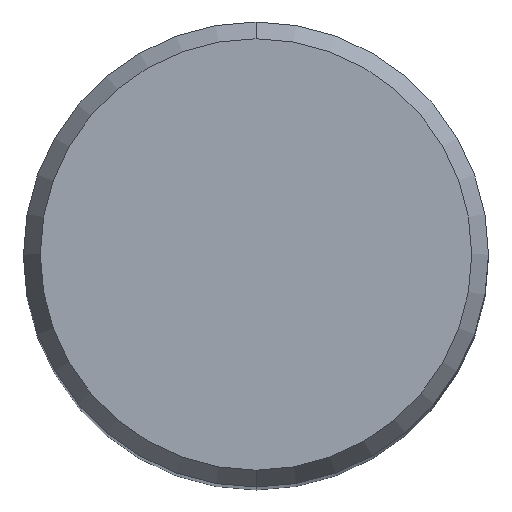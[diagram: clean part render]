
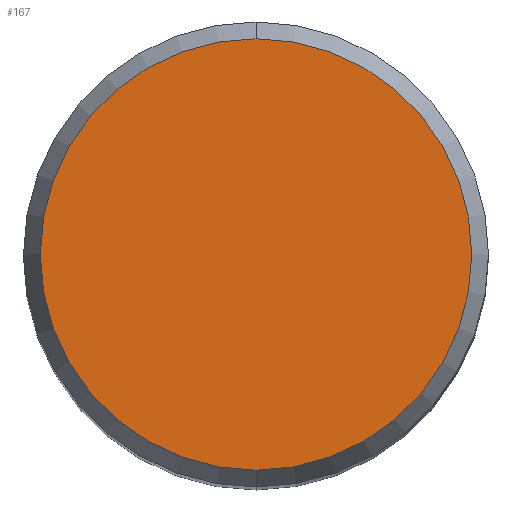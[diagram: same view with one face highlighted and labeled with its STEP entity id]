
A CAD part, top view. The second image highlights one B-rep face of the part: STEP entity #167.
In plain terms, the highlighted planar face has unit normal (0, 0, 1).
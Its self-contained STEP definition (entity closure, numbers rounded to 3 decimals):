
#121=VERTEX_POINT('',#252);
#167=ADVANCED_FACE('',(#306),#307,.T.);
#171=EDGE_CURVE('',#121,#179,#311,.T.);
#179=VERTEX_POINT('',#320);
#193=EDGE_CURVE('',#179,#121,#334,.T.);
#252=CARTESIAN_POINT('',(0.,-5.892,0.01));
#306=FACE_OUTER_BOUND('',#463,.T.);
#307=PLANE('',#464);
#311=CIRCLE('',#470,5.892);
#320=CARTESIAN_POINT('',(0.0,5.892,0.01));
#334=CIRCLE('',#499,5.892);
#463=EDGE_LOOP('',(#630,#631));
#464=AXIS2_PLACEMENT_3D('',#632,#633,#634);
#470=AXIS2_PLACEMENT_3D('',#638,#639,#640);
#499=AXIS2_PLACEMENT_3D('',#656,#657,#658);
#630=ORIENTED_EDGE('',*,*,#193,.F.);
#631=ORIENTED_EDGE('',*,*,#171,.F.);
#632=CARTESIAN_POINT('',(0.0,2.946,0.01));
#633=DIRECTION('',(-0.0,0.0,1.0));
#634=DIRECTION('',(0.0,-1.0,0.0));
#638=CARTESIAN_POINT('',(0.0,0.0,0.01));
#639=DIRECTION('',(0.0,0.0,-1.0));
#640=DIRECTION('',(0.0,1.0,0.0));
#656=CARTESIAN_POINT('',(0.0,0.0,0.01));
#657=DIRECTION('',(0.0,0.0,-1.0));
#658=DIRECTION('',(0.0,1.0,0.0));
